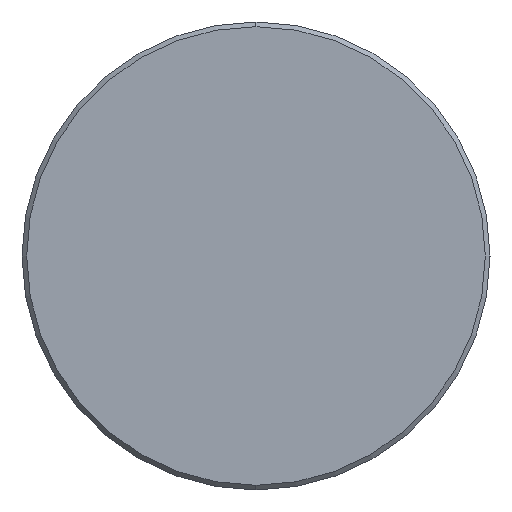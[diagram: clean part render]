
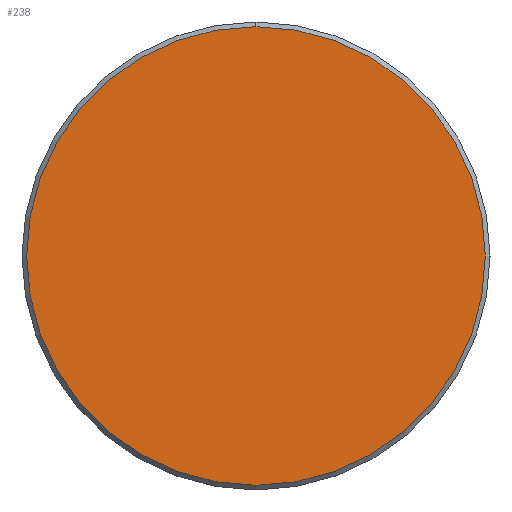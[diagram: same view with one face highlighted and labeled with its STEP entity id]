
A CAD part, left-side view. The second image highlights one B-rep face of the part: STEP entity #238.
In plain terms, the highlighted planar face has unit normal (-1, 0, 0).
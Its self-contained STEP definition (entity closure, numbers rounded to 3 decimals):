
#1 = ORIENTED_EDGE ( 'NONE', *, *, #209, .T. ) ;
#9 = CIRCLE ( 'NONE', #44, 14.7 ) ;
#44 = AXIS2_PLACEMENT_3D ( 'NONE', #154, #306, #186 ) ;
#104 = ORIENTED_EDGE ( 'NONE', *, *, #260, .T. ) ;
#110 = VERTEX_POINT ( 'NONE', #383 ) ;
#125 = CARTESIAN_POINT ( 'NONE',  ( 0., 0., 0. ) ) ;
#144 = FACE_OUTER_BOUND ( 'NONE', #485, .T. ) ;
#154 = CARTESIAN_POINT ( 'NONE',  ( 0., 0., 0. ) ) ;
#163 = DIRECTION ( 'NONE',  ( 0., 0., 1. ) ) ;
#186 = DIRECTION ( 'NONE',  ( 0., 0., 1. ) ) ;
#209 = EDGE_CURVE ( 'NONE', #474, #110, #9, .T. ) ;
#227 = AXIS2_PLACEMENT_3D ( 'NONE', #357, #316, #324 ) ;
#238 = ADVANCED_FACE ( 'NONE', ( #144 ), #430, .F. ) ;
#260 = EDGE_CURVE ( 'NONE', #110, #474, #375, .T. ) ;
#306 = DIRECTION ( 'NONE',  ( -1., 0., 0. ) ) ;
#316 = DIRECTION ( 'NONE',  ( 1., 0., 0. ) ) ;
#324 = DIRECTION ( 'NONE',  ( 0., 0., -1. ) ) ;
#355 = AXIS2_PLACEMENT_3D ( 'NONE', #125, #394, #163 ) ;
#357 = CARTESIAN_POINT ( 'NONE',  ( 0., 0., 0. ) ) ;
#375 = CIRCLE ( 'NONE', #355, 14.7 ) ;
#383 = CARTESIAN_POINT ( 'NONE',  ( 0., 0., 14.7 ) ) ;
#393 = CARTESIAN_POINT ( 'NONE',  ( 0., 0., -14.7 ) ) ;
#394 = DIRECTION ( 'NONE',  ( -1., 0., 0. ) ) ;
#430 = PLANE ( 'NONE',  #227 ) ;
#474 = VERTEX_POINT ( 'NONE', #393 ) ;
#485 = EDGE_LOOP ( 'NONE', ( #1, #104 ) ) ;
